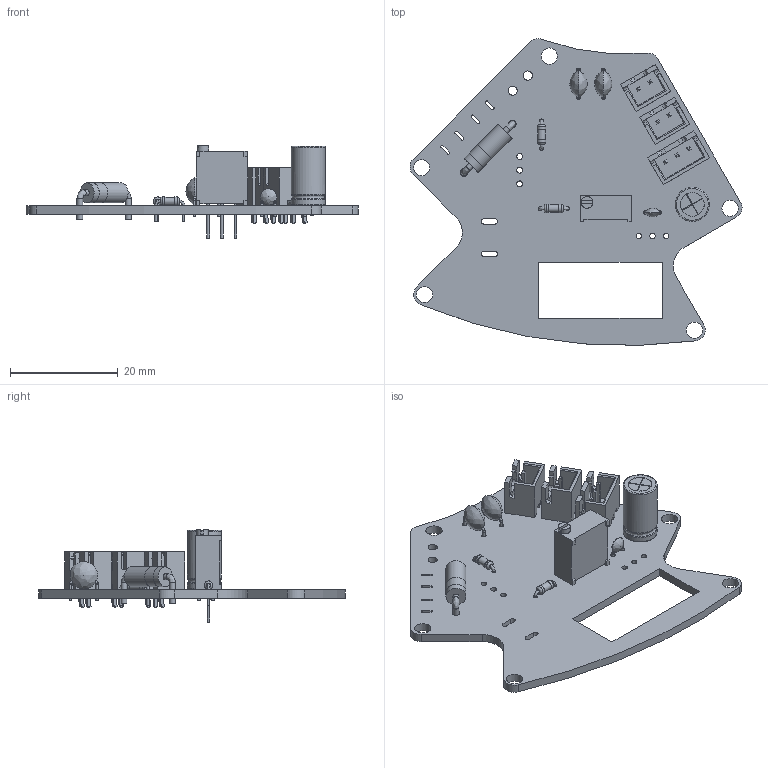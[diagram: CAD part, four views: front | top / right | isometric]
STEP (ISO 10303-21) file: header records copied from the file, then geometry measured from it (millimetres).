
FILE_DESCRIPTION(('KiCad electronic assembly'),'2;1');
FILE_NAME('psu_board.step','2023-03-03T23:07:09',('Pcbnew'),('Kicad'), 'Open CASCADE STEP processor 7.6','KiCad to STEP converter','Unknown' );
FILE_SCHEMA(('AUTOMOTIVE_DESIGN { 1 0 10303 214 1 1 1 1 }'));
Length unit declared in the file: millimetre
Products named in the file (18): psu_board 1; D_5W_P12.70mm_Horizontal; SOLID; C_Radial_D6.3mm_H11.0mm_P2.50mm; JST_XH_B2B-XH-A_1x02_P2.50mm_Vertical; C_Disc_D5.1mm_W3.2mm_P5.00mm; JST_XH_B3B-XH-A_1x03_P2.50mm_Vertical; R_Axial_DIN0204_L3.6mm_D1.6mm_P5.08mm_Horizontal; Potentiometer_Bourns_3296W_Vertical; C_Disc_D3.0mm_W1.6mm_P2.50mm; psu_board PCB
Assembly tree (20 placements, depth 3):
  psu_board 1
    D_5W_P12.70mm_Horizontal
      SOLID
    C_Radial_D6.3mm_H11.0mm_P2.50mm
      SOLID
    JST_XH_B2B-XH-A_1x02_P2.50mm_Vertical  x2
      SOLID
    C_Disc_D5.1mm_W3.2mm_P5.00mm  x2
      SOLID
    JST_XH_B3B-XH-A_1x03_P2.50mm_Vertical
      SOLID
    R_Axial_DIN0204_L3.6mm_D1.6mm_P5.08mm_Horizontal  x2
      SOLID
    Potentiometer_Bourns_3296W_Vertical
      SOLID
    C_Disc_D3.0mm_W1.6mm_P2.50mm
      SOLID
    psu_board PCB
Bounding box: 61.52 x 56.84 x 17.07 mm (x, y, z)
Volume: 4929.1 mm3; surface area: 7480.1 mm2
Topology: 12 solids, 13 shells, 519 faces, 1326 edges, 861 vertices
Faces by surface type: bspline 436, cylinder 59, plane 24
Full cylindrical faces by diameter (mm): 0.7 x4, 0.8 x11, 0.95 x3, 1 x7, 1.09 x3, 1.4 x2, 1.7 x2, 3 x5
Entity records: 28741 total; most frequent: CARTESIAN_POINT 10625, B_SPLINE_CURVE_WITH_KNOTS 2183, ORIENTED_EDGE 2070, PCURVE 2070, DEFINITIONAL_REPRESENTATION 2070, DIRECTION 1055, EDGE_CURVE 1035, SURFACE_CURVE 950
